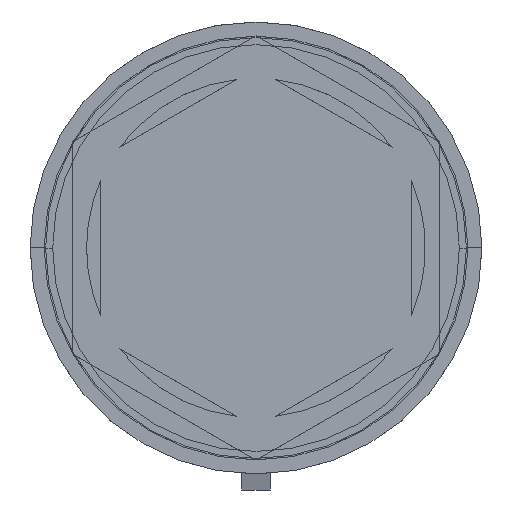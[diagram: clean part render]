
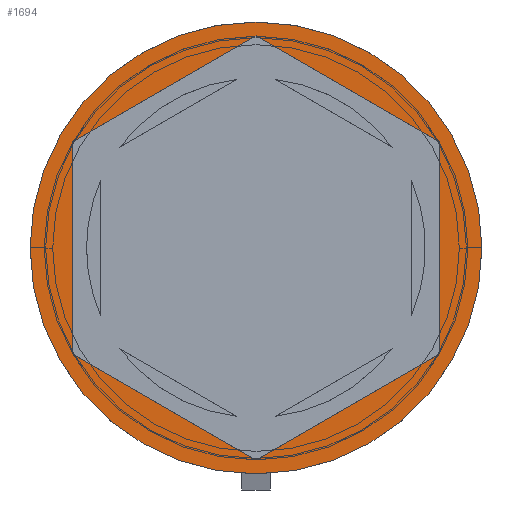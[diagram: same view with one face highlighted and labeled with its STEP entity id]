
A CAD part, top view. The second image highlights one B-rep face of the part: STEP entity #1694.
In plain terms, the highlighted planar face has unit normal (0, 0, 1).
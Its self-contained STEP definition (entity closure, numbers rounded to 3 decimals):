
#88 = LINE ( 'NONE', #654, #572 ) ;
#141 = DIRECTION ( 'NONE',  ( 0.866, 0.5, 0. ) ) ;
#205 = CARTESIAN_POINT ( 'NONE',  ( -6.5, 3.753, 0. ) ) ;
#248 = LINE ( 'NONE', #1771, #1734 ) ;
#299 = VERTEX_POINT ( 'NONE', #547 ) ;
#301 = VECTOR ( 'NONE', #141, 1000. ) ;
#351 = VERTEX_POINT ( 'NONE', #1752 ) ;
#355 = DIRECTION ( 'NONE',  ( 0., 0., 1. ) ) ;
#408 = CARTESIAN_POINT ( 'NONE',  ( 6.5, 3.753, 0. ) ) ;
#418 = EDGE_CURVE ( 'NONE', #813, #2314, #612, .T. ) ;
#426 = VECTOR ( 'NONE', #1987, 1000. ) ;
#432 = VECTOR ( 'NONE', #1587, 1000. ) ;
#455 = ORIENTED_EDGE ( 'NONE', *, *, #1496, .T. ) ;
#463 = CARTESIAN_POINT ( 'NONE',  ( 0., 0., 0. ) ) ;
#547 = CARTESIAN_POINT ( 'NONE',  ( -8., 0., 0. ) ) ;
#552 = ORIENTED_EDGE ( 'NONE', *, *, #2090, .F. ) ;
#571 = ORIENTED_EDGE ( 'NONE', *, *, #1711, .F. ) ;
#572 = VECTOR ( 'NONE', #2112, 1000. ) ;
#598 = LINE ( 'NONE', #205, #2118 ) ;
#612 = LINE ( 'NONE', #1385, #432 ) ;
#654 = CARTESIAN_POINT ( 'NONE',  ( 6.5, 3.753, 0. ) ) ;
#713 = CARTESIAN_POINT ( 'NONE',  ( -6.5, -3.753, 0. ) ) ;
#727 = ORIENTED_EDGE ( 'NONE', *, *, #790, .F. ) ;
#790 = EDGE_CURVE ( 'NONE', #2314, #1797, #598, .T. ) ;
#813 = VERTEX_POINT ( 'NONE', #1528 ) ;
#829 = CARTESIAN_POINT ( 'NONE',  ( 0., -7.506, 0. ) ) ;
#830 = EDGE_LOOP ( 'NONE', ( #1032, #455 ) ) ;
#859 = CIRCLE ( 'NONE', #981, 8. ) ;
#946 = ORIENTED_EDGE ( 'NONE', *, *, #2121, .F. ) ;
#948 = LINE ( 'NONE', #2478, #426 ) ;
#981 = AXIS2_PLACEMENT_3D ( 'NONE', #2096, #355, #1850 ) ;
#1008 = LINE ( 'NONE', #829, #301 ) ;
#1032 = ORIENTED_EDGE ( 'NONE', *, *, #1646, .T. ) ;
#1176 = PLANE ( 'NONE',  #1686 ) ;
#1181 = CARTESIAN_POINT ( 'NONE',  ( -6.5, 3.753, 0. ) ) ;
#1182 = ORIENTED_EDGE ( 'NONE', *, *, #2370, .F. ) ;
#1227 = DIRECTION ( 'NONE',  ( 1., 0., 0. ) ) ;
#1311 = ORIENTED_EDGE ( 'NONE', *, *, #418, .F. ) ;
#1344 = DIRECTION ( 'NONE',  ( 0., 0., 1. ) ) ;
#1355 = CARTESIAN_POINT ( 'NONE',  ( 0., 0., 0. ) ) ;
#1358 = VERTEX_POINT ( 'NONE', #408 ) ;
#1385 = CARTESIAN_POINT ( 'NONE',  ( 0., 7.506, 0. ) ) ;
#1487 = CIRCLE ( 'NONE', #1571, 8. ) ;
#1496 = EDGE_CURVE ( 'NONE', #299, #2001, #859, .T. ) ;
#1528 = CARTESIAN_POINT ( 'NONE',  ( 0., 7.506, 0. ) ) ;
#1536 = FACE_OUTER_BOUND ( 'NONE', #830, .T. ) ;
#1556 = CARTESIAN_POINT ( 'NONE',  ( 0., -7.506, 0. ) ) ;
#1571 = AXIS2_PLACEMENT_3D ( 'NONE', #1355, #1344, #1608 ) ;
#1587 = DIRECTION ( 'NONE',  ( -0.866, -0.5, 0. ) ) ;
#1600 = FACE_BOUND ( 'NONE', #2005, .T. ) ;
#1608 = DIRECTION ( 'NONE',  ( 1., 0., 0. ) ) ;
#1646 = EDGE_CURVE ( 'NONE', #2001, #299, #1487, .T. ) ;
#1686 = AXIS2_PLACEMENT_3D ( 'NONE', #463, #2374, #1227 ) ;
#1694 = ADVANCED_FACE ( 'NONE', ( #1600, #1536 ), #1176, .T. ) ;
#1711 = EDGE_CURVE ( 'NONE', #1358, #813, #88, .T. ) ;
#1734 = VECTOR ( 'NONE', #2180, 1000. ) ;
#1752 = CARTESIAN_POINT ( 'NONE',  ( 6.5, -3.753, 0. ) ) ;
#1771 = CARTESIAN_POINT ( 'NONE',  ( 6.5, -3.753, 0. ) ) ;
#1797 = VERTEX_POINT ( 'NONE', #713 ) ;
#1850 = DIRECTION ( 'NONE',  ( 1., 0., 0. ) ) ;
#1987 = DIRECTION ( 'NONE',  ( 0.866, -0.5, 0. ) ) ;
#2001 = VERTEX_POINT ( 'NONE', #2107 ) ;
#2005 = EDGE_LOOP ( 'NONE', ( #571, #552, #946, #1182, #727, #1311 ) ) ;
#2062 = VERTEX_POINT ( 'NONE', #1556 ) ;
#2090 = EDGE_CURVE ( 'NONE', #351, #1358, #248, .T. ) ;
#2096 = CARTESIAN_POINT ( 'NONE',  ( 0., 0., 0. ) ) ;
#2107 = CARTESIAN_POINT ( 'NONE',  ( 8., 0., 0. ) ) ;
#2112 = DIRECTION ( 'NONE',  ( -0.866, 0.5, 0. ) ) ;
#2118 = VECTOR ( 'NONE', #2307, 1000. ) ;
#2121 = EDGE_CURVE ( 'NONE', #2062, #351, #1008, .T. ) ;
#2180 = DIRECTION ( 'NONE',  ( 0., 1., 0. ) ) ;
#2307 = DIRECTION ( 'NONE',  ( 0., -1., 0. ) ) ;
#2314 = VERTEX_POINT ( 'NONE', #1181 ) ;
#2370 = EDGE_CURVE ( 'NONE', #1797, #2062, #948, .T. ) ;
#2374 = DIRECTION ( 'NONE',  ( 0., 0., 1. ) ) ;
#2478 = CARTESIAN_POINT ( 'NONE',  ( -6.5, -3.753, 0. ) ) ;
